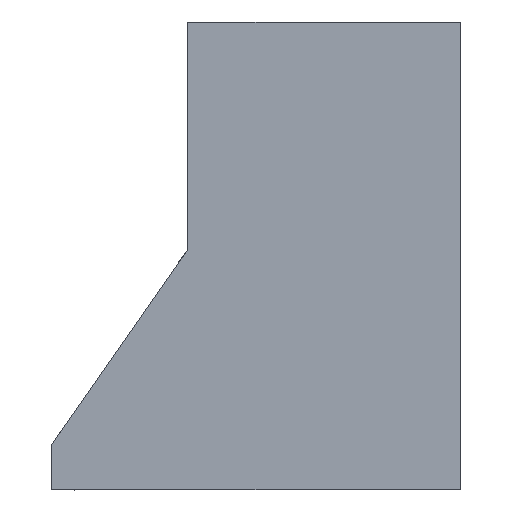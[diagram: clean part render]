
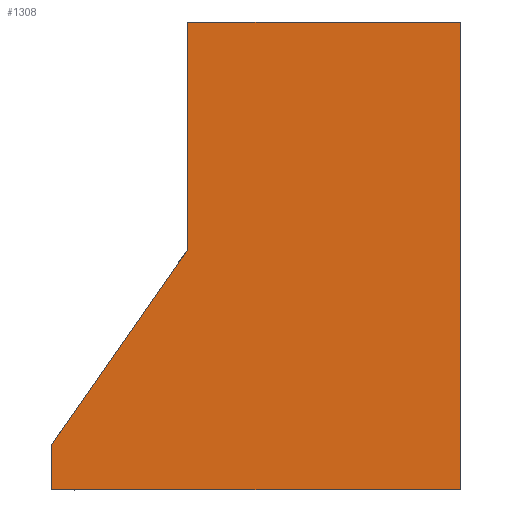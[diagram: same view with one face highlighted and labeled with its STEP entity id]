
A CAD part, left-side view. The second image highlights one B-rep face of the part: STEP entity #1308.
In plain terms, the highlighted planar face has unit normal (-1, 0, 0).
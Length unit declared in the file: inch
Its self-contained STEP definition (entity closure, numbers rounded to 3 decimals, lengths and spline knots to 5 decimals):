
#56=FACE_OUTER_BOUND('',#139,.T.);
#139=EDGE_LOOP('',(#894,#895,#896,#897,#898,#899));
#215=LINE('',#1865,#392);
#219=LINE('',#1873,#396);
#222=LINE('',#1879,#399);
#225=LINE('',#1885,#402);
#228=LINE('',#1891,#405);
#231=LINE('',#1896,#408);
#392=VECTOR('',#1513,0.3937);
#396=VECTOR('',#1519,0.3937);
#399=VECTOR('',#1524,0.3937);
#402=VECTOR('',#1529,0.3937);
#405=VECTOR('',#1534,0.3937);
#408=VECTOR('',#1539,0.3937);
#569=VERTEX_POINT('',#1863);
#570=VERTEX_POINT('',#1864);
#573=VERTEX_POINT('',#1872);
#575=VERTEX_POINT('',#1878);
#577=VERTEX_POINT('',#1884);
#579=VERTEX_POINT('',#1890);
#687=EDGE_CURVE('',#569,#570,#215,.T.);
#691=EDGE_CURVE('',#573,#569,#219,.T.);
#694=EDGE_CURVE('',#575,#573,#222,.T.);
#697=EDGE_CURVE('',#577,#575,#225,.T.);
#700=EDGE_CURVE('',#579,#577,#228,.T.);
#703=EDGE_CURVE('',#570,#579,#231,.T.);
#894=ORIENTED_EDGE('',*,*,#703,.F.);
#895=ORIENTED_EDGE('',*,*,#687,.F.);
#896=ORIENTED_EDGE('',*,*,#691,.F.);
#897=ORIENTED_EDGE('',*,*,#694,.F.);
#898=ORIENTED_EDGE('',*,*,#697,.F.);
#899=ORIENTED_EDGE('',*,*,#700,.F.);
#1225=PLANE('',#1428);
#1308=ADVANCED_FACE('',(#56),#1225,.F.);
#1428=AXIS2_PLACEMENT_3D('',#1899,#1543,#1544);
#1513=DIRECTION('',(0.,0.,1.));
#1519=DIRECTION('',(0.,1.,0.));
#1524=DIRECTION('',(0.,0.,-1.));
#1529=DIRECTION('',(0.,-1.,0.));
#1534=DIRECTION('',(0.,0.,1.));
#1539=DIRECTION('',(0.,-0.571,0.821));
#1543=DIRECTION('center_axis',(1.,0.,0.));
#1544=DIRECTION('ref_axis',(0.,1.,0.));
#1863=CARTESIAN_POINT('',(0.,18.,0.));
#1864=CARTESIAN_POINT('',(0.,18.,2.));
#1865=CARTESIAN_POINT('',(0.,18.,0.));
#1872=CARTESIAN_POINT('',(0.,0.,0.));
#1873=CARTESIAN_POINT('',(0.,0.,0.));
#1878=CARTESIAN_POINT('',(0.,0.,20.617));
#1879=CARTESIAN_POINT('',(0.,0.,20.617));
#1884=CARTESIAN_POINT('',(0.,12.,20.617));
#1885=CARTESIAN_POINT('',(0.,12.,20.617));
#1890=CARTESIAN_POINT('',(0.,12.,10.61684));
#1891=CARTESIAN_POINT('',(0.,12.,0.));
#1896=CARTESIAN_POINT('',(0.,18.,2.));
#1899=CARTESIAN_POINT('Origin',(0.,9.,10.3085));
